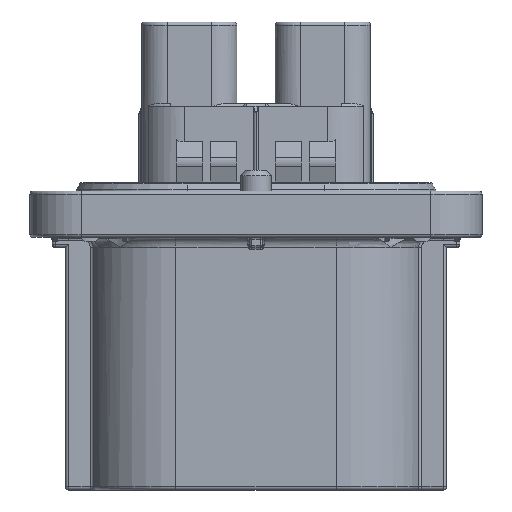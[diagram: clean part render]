
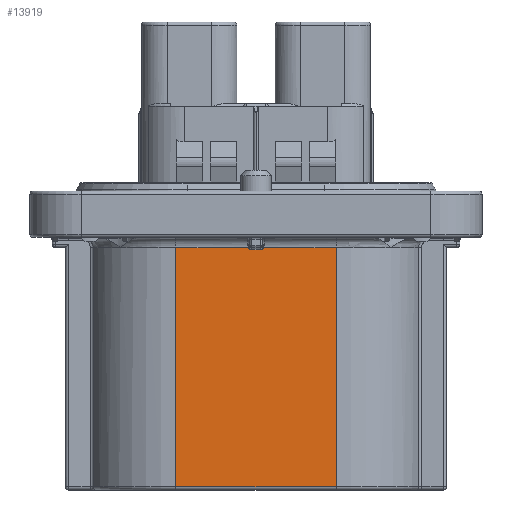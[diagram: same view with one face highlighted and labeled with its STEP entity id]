
A CAD part, front view. The second image highlights one B-rep face of the part: STEP entity #13919.
In plain terms, the highlighted planar face has unit normal (0, -1, 0).
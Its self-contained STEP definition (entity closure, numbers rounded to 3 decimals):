
#30 = CARTESIAN_POINT ( 'NONE',  ( 25.032, -19.811, 46.165 ) ) ;
#825 = DIRECTION ( 'NONE',  ( 0., 0., 1. ) ) ;
#2568 = LINE ( 'NONE', #42231, #30688 ) ;
#3654 = PLANE ( 'NONE',  #52531 ) ;
#4515 = DIRECTION ( 'NONE',  ( 0., 0., 1. ) ) ;
#4690 = CARTESIAN_POINT ( 'NONE',  ( 16.832, -19.811, 46.165 ) ) ;
#4844 = VECTOR ( 'NONE', #83868, 1000. ) ;
#10022 = DIRECTION ( 'NONE',  ( 0., 1., 0. ) ) ;
#11496 = CARTESIAN_POINT ( 'NONE',  ( 16.832, -19.811, 46.565 ) ) ;
#13919 = ADVANCED_FACE ( 'NONE', ( #28814 ), #3654, .F. ) ;
#17912 = VECTOR ( 'NONE', #4515, 1000. ) ;
#18029 = DIRECTION ( 'NONE',  ( 0., 1., 0. ) ) ;
#18093 = CARTESIAN_POINT ( 'NONE',  ( 9.432, -19.811, 46.365 ) ) ;
#19447 = EDGE_CURVE ( 'NONE', #23771, #23706, #23275, .T. ) ;
#21023 = CIRCLE ( 'NONE', #82184, 0.4 ) ;
#21708 = EDGE_CURVE ( 'NONE', #46803, #79195, #38005, .T. ) ;
#23275 = LINE ( 'NONE', #30, #4844 ) ;
#23348 = DIRECTION ( 'NONE',  ( -1., 0., 0. ) ) ;
#23706 = VERTEX_POINT ( 'NONE', #4690 ) ;
#23771 = VERTEX_POINT ( 'NONE', #76958 ) ;
#24255 = CARTESIAN_POINT ( 'NONE',  ( 25.032, -19.811, 22.765 ) ) ;
#27439 = CARTESIAN_POINT ( 'NONE',  ( 25.032, -19.811, 46.365 ) ) ;
#28514 = CIRCLE ( 'NONE', #53724, 0.4 ) ;
#28814 = FACE_OUTER_BOUND ( 'NONE', #31704, .T. ) ;
#29101 = CARTESIAN_POINT ( 'NONE',  ( 25.032, -19.811, 23.065 ) ) ;
#30688 = VECTOR ( 'NONE', #825, 1000. ) ;
#31704 = EDGE_LOOP ( 'NONE', ( #72367, #66707, #87026, #69955, #59586, #42743, #41073, #82177 ) ) ;
#32793 = CARTESIAN_POINT ( 'NONE',  ( 17.832, -19.811, 46.365 ) ) ;
#32939 = CARTESIAN_POINT ( 'NONE',  ( 16.485, -19.811, 46.365 ) ) ;
#33492 = EDGE_CURVE ( 'NONE', #44154, #68814, #82174, .T. ) ;
#38005 = LINE ( 'NONE', #64001, #88924 ) ;
#38389 = CARTESIAN_POINT ( 'NONE',  ( 25.032, -19.811, 22.765 ) ) ;
#38857 = DIRECTION ( 'NONE',  ( -1., 0., 0. ) ) ;
#39421 = VECTOR ( 'NONE', #42502, 1000. ) ;
#41073 = ORIENTED_EDGE ( 'NONE', *, *, #45294, .T. ) ;
#42231 = CARTESIAN_POINT ( 'NONE',  ( 9.432, -19.811, 22.765 ) ) ;
#42502 = DIRECTION ( 'NONE',  ( 1., 0., 0. ) ) ;
#42743 = ORIENTED_EDGE ( 'NONE', *, *, #59078, .F. ) ;
#44154 = VERTEX_POINT ( 'NONE', #27439 ) ;
#45294 = EDGE_CURVE ( 'NONE', #49465, #50443, #57853, .T. ) ;
#45831 = CARTESIAN_POINT ( 'NONE',  ( 17.632, -19.811, 46.565 ) ) ;
#46803 = VERTEX_POINT ( 'NONE', #32939 ) ;
#49465 = VERTEX_POINT ( 'NONE', #53119 ) ;
#50443 = VERTEX_POINT ( 'NONE', #29101 ) ;
#51648 = CARTESIAN_POINT ( 'NONE',  ( 17.978, -19.811, 46.365 ) ) ;
#52531 = AXIS2_PLACEMENT_3D ( 'NONE', #24255, #10022, #23348 ) ;
#53119 = CARTESIAN_POINT ( 'NONE',  ( 9.432, -19.811, 23.065 ) ) ;
#53724 = AXIS2_PLACEMENT_3D ( 'NONE', #11496, #59898, #60212 ) ;
#57853 = LINE ( 'NONE', #64619, #39421 ) ;
#57908 = EDGE_CURVE ( 'NONE', #50443, #44154, #63410, .T. ) ;
#59078 = EDGE_CURVE ( 'NONE', #49465, #79195, #2568, .T. ) ;
#59586 = ORIENTED_EDGE ( 'NONE', *, *, #21708, .T. ) ;
#59898 = DIRECTION ( 'NONE',  ( 0., 1., 0. ) ) ;
#60212 = DIRECTION ( 'NONE',  ( -1., 0., 0. ) ) ;
#61546 = VECTOR ( 'NONE', #38857, 1000. ) ;
#63410 = LINE ( 'NONE', #38389, #17912 ) ;
#64001 = CARTESIAN_POINT ( 'NONE',  ( 9.432, -19.811, 46.365 ) ) ;
#64609 = DIRECTION ( 'NONE',  ( -1., 0., 0. ) ) ;
#64619 = CARTESIAN_POINT ( 'NONE',  ( 25.032, -19.811, 23.065 ) ) ;
#66417 = DIRECTION ( 'NONE',  ( -1., 0., 0. ) ) ;
#66707 = ORIENTED_EDGE ( 'NONE', *, *, #88051, .T. ) ;
#68814 = VERTEX_POINT ( 'NONE', #51648 ) ;
#69955 = ORIENTED_EDGE ( 'NONE', *, *, #88982, .T. ) ;
#72367 = ORIENTED_EDGE ( 'NONE', *, *, #33492, .T. ) ;
#76958 = CARTESIAN_POINT ( 'NONE',  ( 17.632, -19.811, 46.165 ) ) ;
#79195 = VERTEX_POINT ( 'NONE', #18093 ) ;
#82174 = LINE ( 'NONE', #32793, #61546 ) ;
#82177 = ORIENTED_EDGE ( 'NONE', *, *, #57908, .T. ) ;
#82184 = AXIS2_PLACEMENT_3D ( 'NONE', #45831, #18029, #66417 ) ;
#83868 = DIRECTION ( 'NONE',  ( -1., 0., 0. ) ) ;
#87026 = ORIENTED_EDGE ( 'NONE', *, *, #19447, .T. ) ;
#88051 = EDGE_CURVE ( 'NONE', #68814, #23771, #21023, .T. ) ;
#88924 = VECTOR ( 'NONE', #64609, 1000. ) ;
#88982 = EDGE_CURVE ( 'NONE', #23706, #46803, #28514, .T. ) ;
